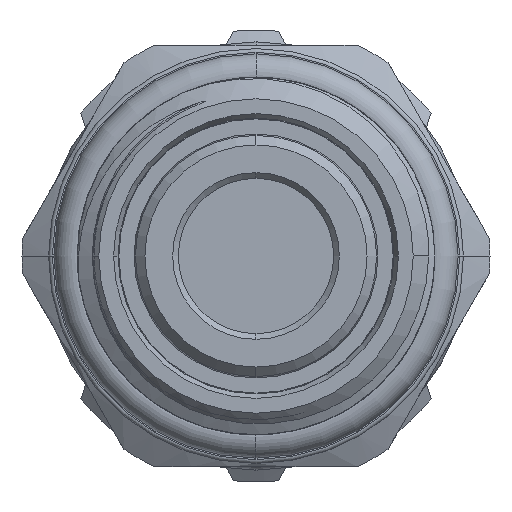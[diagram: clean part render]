
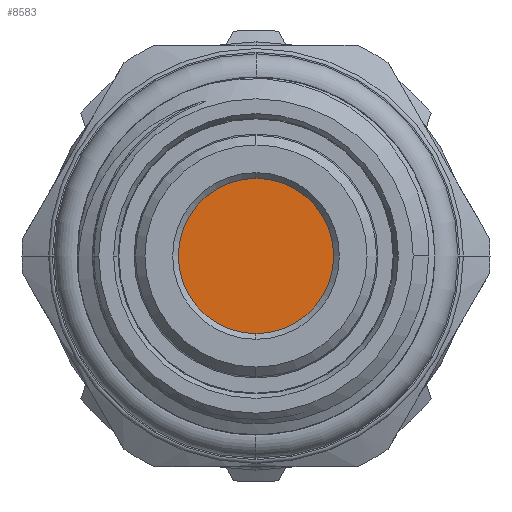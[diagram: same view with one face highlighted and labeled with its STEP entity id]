
A CAD part, left-side view. The second image highlights one B-rep face of the part: STEP entity #8583.
In plain terms, the highlighted planar face has unit normal (-1, 0, 0).
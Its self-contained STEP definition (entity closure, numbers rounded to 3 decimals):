
#128 = DIRECTION ( 'NONE',  ( 0., 0., -1. ) ) ;
#207 = VERTEX_POINT ( 'NONE', #6027 ) ;
#455 = ORIENTED_EDGE ( 'NONE', *, *, #3564, .F. ) ;
#1156 = CIRCLE ( 'NONE', #6225, 4.09 ) ;
#1386 = CARTESIAN_POINT ( 'NONE',  ( 4.595, 0., 4.09 ) ) ;
#1931 = ORIENTED_EDGE ( 'NONE', *, *, #9288, .F. ) ;
#2020 = DIRECTION ( 'NONE',  ( 1., 0., 0. ) ) ;
#2468 = PLANE ( 'NONE',  #4595 ) ;
#3266 = DIRECTION ( 'NONE',  ( 1., 0., 0. ) ) ;
#3313 = CARTESIAN_POINT ( 'NONE',  ( 4.595, 0., 0. ) ) ;
#3564 = EDGE_CURVE ( 'NONE', #207, #7391, #1156, .T. ) ;
#3628 = DIRECTION ( 'NONE',  ( 0., 0., -1. ) ) ;
#3712 = DIRECTION ( 'NONE',  ( 1., 0., 0. ) ) ;
#4082 = CIRCLE ( 'NONE', #6317, 4.09 ) ;
#4595 = AXIS2_PLACEMENT_3D ( 'NONE', #3313, #3266, #128 ) ;
#6027 = CARTESIAN_POINT ( 'NONE',  ( 4.595, 0., -4.09 ) ) ;
#6225 = AXIS2_PLACEMENT_3D ( 'NONE', #8313, #2020, #8274 ) ;
#6317 = AXIS2_PLACEMENT_3D ( 'NONE', #9949, #3712, #3628 ) ;
#7285 = EDGE_LOOP ( 'NONE', ( #1931, #455 ) ) ;
#7391 = VERTEX_POINT ( 'NONE', #1386 ) ;
#8274 = DIRECTION ( 'NONE',  ( 0., 0., -1. ) ) ;
#8313 = CARTESIAN_POINT ( 'NONE',  ( 4.595, 0., 0. ) ) ;
#8583 = ADVANCED_FACE ( 'NONE', ( #9404 ), #2468, .F. ) ;
#9288 = EDGE_CURVE ( 'NONE', #7391, #207, #4082, .T. ) ;
#9404 = FACE_OUTER_BOUND ( 'NONE', #7285, .T. ) ;
#9949 = CARTESIAN_POINT ( 'NONE',  ( 4.595, 0., 0. ) ) ;
